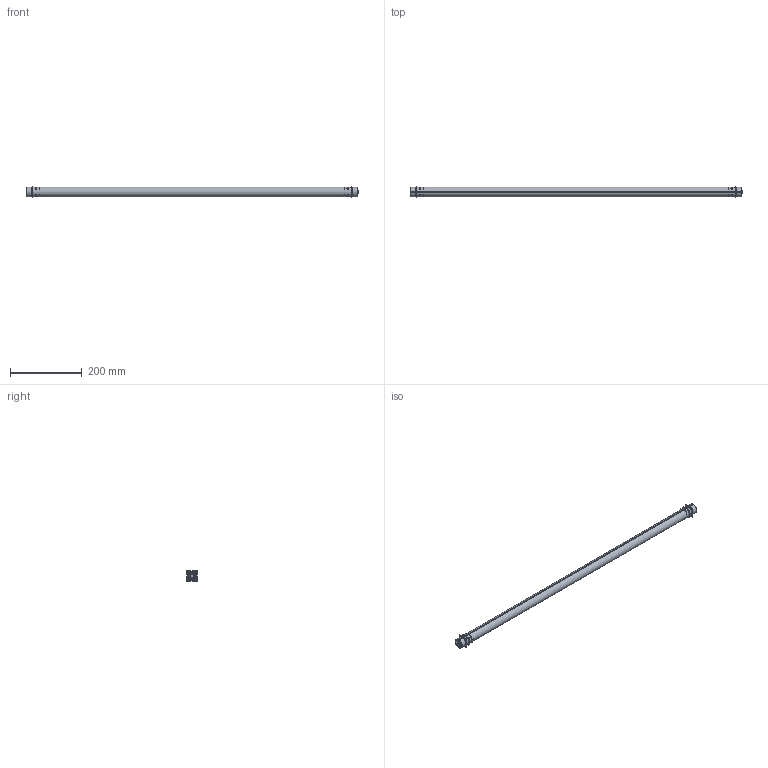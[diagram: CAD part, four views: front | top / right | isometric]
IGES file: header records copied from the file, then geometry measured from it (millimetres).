
Start section:  PTC IGES file: 185299.igs
Global section: file name: 185299.igs; native system: Creo Parametric by Parametric Technology Corporation; preprocessor: 2016010; author: pdmadmin; organization: Unknown; date: 20160809.095957; units: millimetre
Bounding box: 925.96 x 29.14 x 29.14 mm (x, y, z)
Volume: 116171.8 mm3; surface area: 666641.5 mm2
Topology: 4 solids, 4 shells, 842 faces, 4202 edges, 5319 vertices
Faces by surface type: revolution 482, bspline 360
